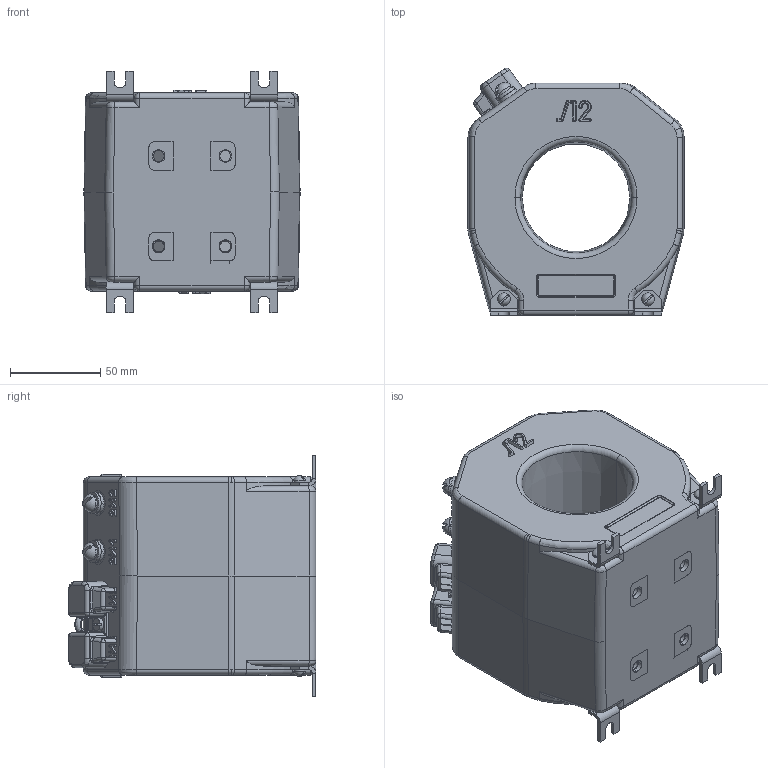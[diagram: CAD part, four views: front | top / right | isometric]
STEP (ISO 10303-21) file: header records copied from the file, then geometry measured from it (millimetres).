
FILE_DESCRIPTION (( 'STEP AP203' ), '1' );
FILE_NAME ('ÒØË-0,66-IV-2.STEP', '2016-10-31T09:43:39', ( '' ), ( '' ), 'SwSTEP 2.0', 'SolidWorks 2010', '' );
FILE_SCHEMA (( 'CONFIG_CONTROL_DESIGN' ));
Length unit declared in the file: millimetre
Products named in the file (1): ﾒﾘﾋ-0,66-IV-2
Bounding box: 120 x 137.44 x 134 mm (x, y, z)
Surface area: 102524.4 mm2 (no closed solid volume)
Topology: 0 solids, 41 shells, 838 faces, 2932 edges, 2060 vertices
Faces by surface type: plane 403, cylinder 159, bspline 146, cone 86, sphere 24, torus 20
Entity records: 38942 total; most frequent: CARTESIAN_POINT 15878, ORIENTED_EDGE 4650, DIRECTION 4188, EDGE_CURVE 2924, VERTEX_POINT 2060, VECTOR 1572, LINE 1572, AXIS2_PLACEMENT_3D 1308
